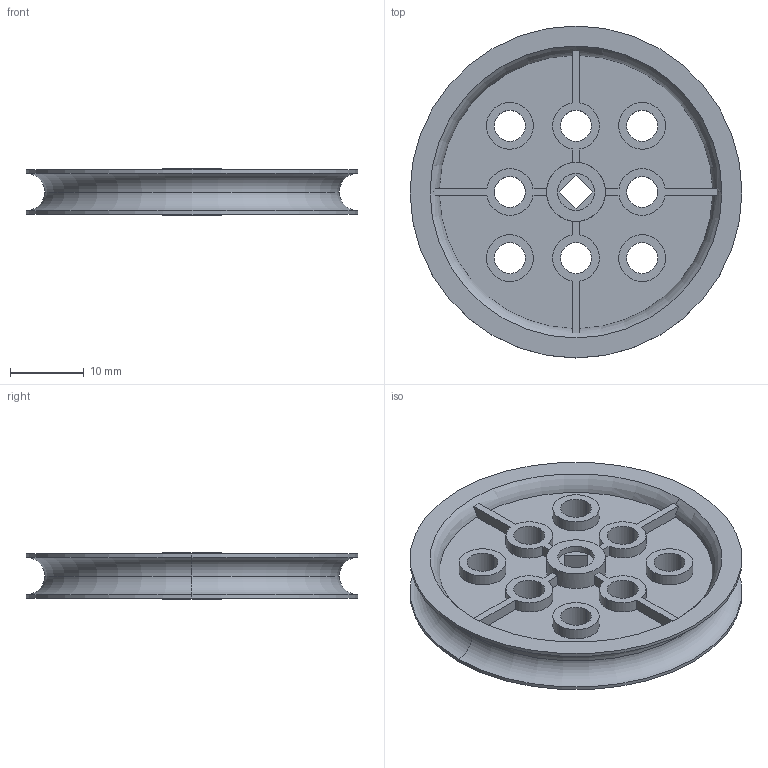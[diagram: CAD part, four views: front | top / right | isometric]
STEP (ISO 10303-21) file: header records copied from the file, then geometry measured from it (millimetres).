
FILE_DESCRIPTION (( 'STEP AP214' ), '1' );
FILE_NAME ('228-2500-166.STEP', '2014-03-06T18:55:49', ( '' ), ( '' ), 'SwSTEP 2.0', 'SolidWorks 2013', '' );
FILE_SCHEMA (( 'AUTOMOTIVE_DESIGN' ));
Length unit declared in the file: millimetre
Products named in the file (1): 228-2500-166
Bounding box: 45.1 x 45.1 x 6.35 mm (x, y, z)
Volume: 3616.6 mm3; surface area: 5805.8 mm2
Topology: 1 solids, 1 shells, 138 faces, 366 edges, 242 vertices
Faces by surface type: plane 66, cylinder 64, torus 8
Entity records: 4478 total; most frequent: CARTESIAN_POINT 827, DIRECTION 806, ORIENTED_EDGE 732, EDGE_CURVE 366, AXIS2_PLACEMENT_3D 317, VERTEX_POINT 242, CIRCLE 178, VECTOR 172
